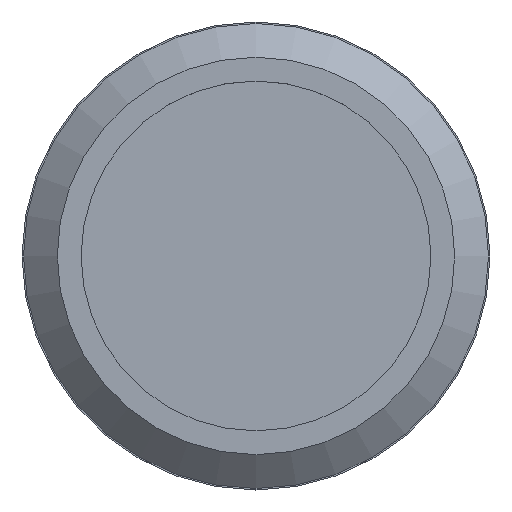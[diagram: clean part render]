
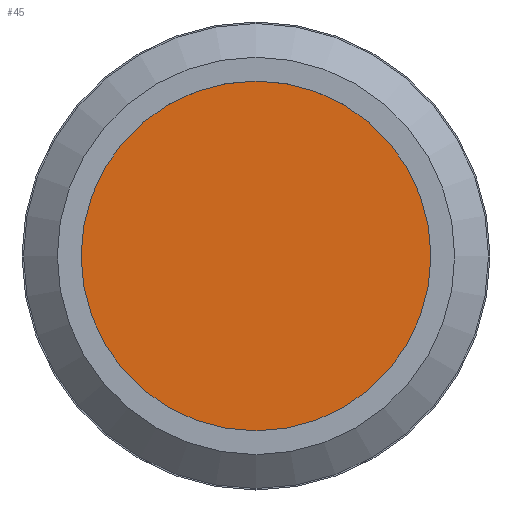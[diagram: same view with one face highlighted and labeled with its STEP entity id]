
A CAD part, top view. The second image highlights one B-rep face of the part: STEP entity #45.
In plain terms, the highlighted planar face has unit normal (0, 0, 1).
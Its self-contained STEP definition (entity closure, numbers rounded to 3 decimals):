
#45 = ADVANCED_FACE( '', ( #98 ), #99, .F. );
#98 = FACE_OUTER_BOUND( '', #163, .T. );
#99 = PLANE( '', #164 );
#163 = EDGE_LOOP( '', ( #228 ) );
#164 = AXIS2_PLACEMENT_3D( '', #229, #230, #231 );
#228 = ORIENTED_EDGE( '', *, *, #306, .T. );
#229 = CARTESIAN_POINT( '', ( 18.5, 0., 7.8 ) );
#230 = DIRECTION( '', ( 0., 0., -1. ) );
#231 = DIRECTION( '', ( -1., 0., 0. ) );
#306 = EDGE_CURVE( '', #340, #340, #341, .T. );
#340 = VERTEX_POINT( '', #383 );
#341 = CIRCLE( '', #384, 18.5 );
#383 = CARTESIAN_POINT( '', ( 18.5, 0., 7.8 ) );
#384 = AXIS2_PLACEMENT_3D( '', #427, #428, #429 );
#427 = CARTESIAN_POINT( '', ( 0., 0., 7.8 ) );
#428 = DIRECTION( '', ( 0., 0., 1. ) );
#429 = DIRECTION( '', ( 1., 0., 0. ) );
